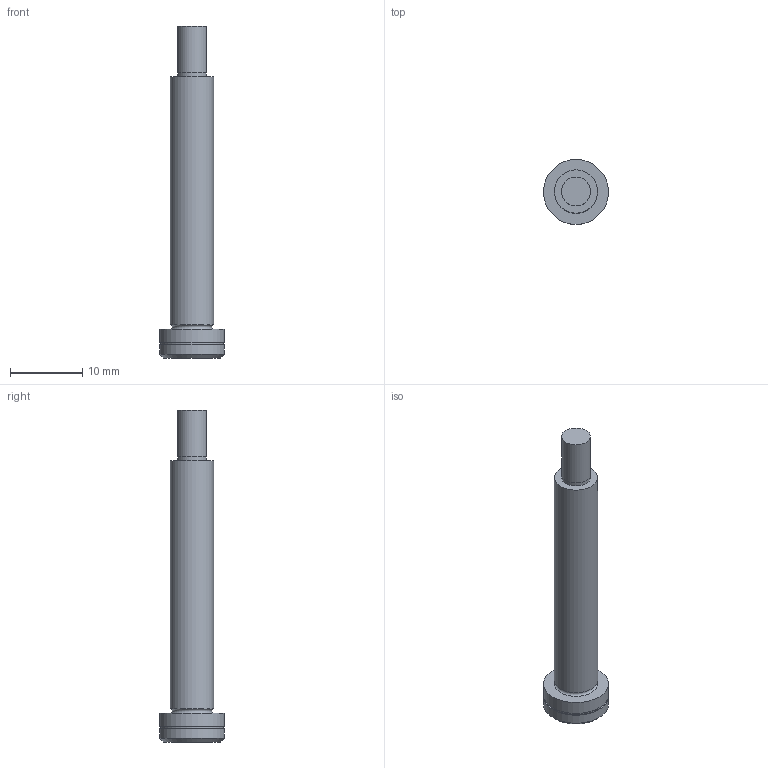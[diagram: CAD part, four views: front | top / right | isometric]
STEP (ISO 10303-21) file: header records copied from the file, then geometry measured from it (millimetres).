
FILE_DESCRIPTION(/* description */ ('Unknown'),/* implementation_level */ '2;1');
FILE_NAME(/* name */ '紧固件_螺丝_轴肩螺栓_标准型_轴径公差g6.h7',/* time_stamp */ '2025-04-08T11:13:55+08:00',/* author */ ('Unknown'),/* organization */ ('Unknown'),/* preprocessor_version */ 'ST-DEVELOPER v19.4',/* originating_system */ 'TianGong',/* authorisation */ 'Unknown');
FILE_SCHEMA (('AUTOMOTIVE_DESIGN {1 0 10303 214 3 1 1}'));
Length unit declared in the file: millimetre
Products named in the file (1): 紧固件_螺丝_轴肩螺栓_标准型_
轴径公差g6.h7
Bounding box: 9 x 9 x 46 mm (x, y, z)
Volume: 1307.2 mm3; surface area: 1014.7 mm2
Topology: 1 solids, 1 shells, 27 faces, 58 edges, 37 vertices
Faces by surface type: plane 18, cylinder 6, cone 2, torus 1
Full cylindrical faces by diameter (mm): 4 x2, 6 x1, 8.7 x1, 9 x2
Entity records: 849 total; most frequent: DIRECTION 118, CARTESIAN_POINT 103, ORIENTED_EDGE 86, AXIS2_PLACEMENT_3D 47, EDGE_CURVE 43, FACE_BOUND 41, EDGE_LOOP 40, VERTEX_POINT 32
